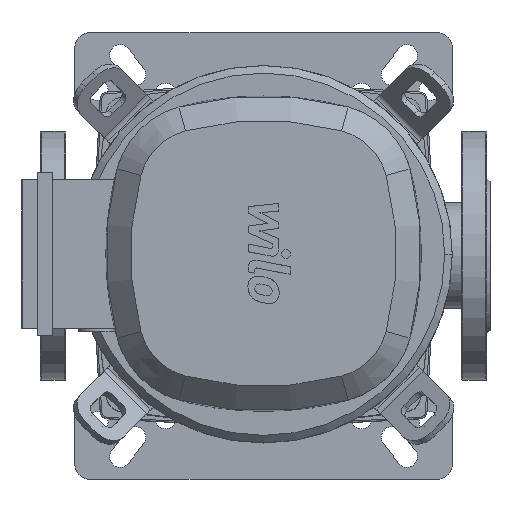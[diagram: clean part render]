
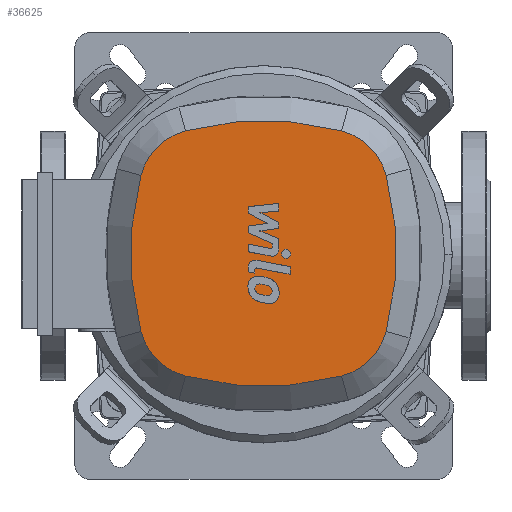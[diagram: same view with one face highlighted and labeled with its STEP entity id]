
A CAD part, top view. The second image highlights one B-rep face of the part: STEP entity #36625.
In plain terms, the highlighted planar face has unit normal (0, 0, 1).
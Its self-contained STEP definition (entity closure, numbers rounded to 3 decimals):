
#36260=CARTESIAN_POINT('',(-81.201,-51.757,979.0));
#36261=VERTEX_POINT('',#36260);
#36279=CARTESIAN_POINT('',(-51.757,-81.201,979.0));
#36280=VERTEX_POINT('',#36279);
#36287=CARTESIAN_POINT('',(-41.012,-41.012,979.0));
#36288=DIRECTION('',(0.0,0.0,-1.0));
#36289=DIRECTION('',(0.0,-1.0,0.0));
#36290=AXIS2_PLACEMENT_3D('',#36287,#36288,#36289);
#36291=CIRCLE('',#36290,41.6);
#36292=EDGE_CURVE('',#36280,#36261,#36291,.T.);
#36302=CARTESIAN_POINT('',(-81.201,51.757,979.0));
#36303=VERTEX_POINT('',#36302);
#36320=CARTESIAN_POINT('',(112.387,0.,979.0));
#36321=DIRECTION('',(0.0,0.0,-1.0));
#36322=DIRECTION('',(-0.966,0.258,0.0));
#36323=AXIS2_PLACEMENT_3D('',#36320,#36321,#36322);
#36324=CIRCLE('',#36323,200.387);
#36325=EDGE_CURVE('',#36261,#36303,#36324,.T.);
#36337=CARTESIAN_POINT('',(51.757,-81.201,979.0));
#36338=VERTEX_POINT('',#36337);
#36345=CARTESIAN_POINT('',(0.,112.387,979.0));
#36346=DIRECTION('',(0.0,0.0,-1.0));
#36347=DIRECTION('',(-0.258,-0.966,0.0));
#36348=AXIS2_PLACEMENT_3D('',#36345,#36346,#36347);
#36349=CIRCLE('',#36348,200.387);
#36350=EDGE_CURVE('',#36338,#36280,#36349,.T.);
#36368=CARTESIAN_POINT('',(-51.757,81.201,979.0));
#36369=VERTEX_POINT('',#36368);
#36386=CARTESIAN_POINT('',(-41.012,41.012,979.0));
#36387=DIRECTION('',(0.0,0.0,-1.0));
#36388=DIRECTION('',(-1.0,0.0,0.0));
#36389=AXIS2_PLACEMENT_3D('',#36386,#36387,#36388);
#36390=CIRCLE('',#36389,41.6);
#36391=EDGE_CURVE('',#36303,#36369,#36390,.T.);
#36403=CARTESIAN_POINT('',(81.201,-51.757,979.0));
#36404=VERTEX_POINT('',#36403);
#36411=CARTESIAN_POINT('',(41.012,-41.012,979.0));
#36412=DIRECTION('',(0.0,0.0,-1.0));
#36413=DIRECTION('',(1.0,0.0,0.0));
#36414=AXIS2_PLACEMENT_3D('',#36411,#36412,#36413);
#36415=CIRCLE('',#36414,41.6);
#36416=EDGE_CURVE('',#36404,#36338,#36415,.T.);
#36434=CARTESIAN_POINT('',(51.757,81.201,979.0));
#36435=VERTEX_POINT('',#36434);
#36452=CARTESIAN_POINT('',(0.,-112.387,979.0));
#36453=DIRECTION('',(0.0,0.0,-1.0));
#36454=DIRECTION('',(0.258,0.966,0.0));
#36455=AXIS2_PLACEMENT_3D('',#36452,#36453,#36454);
#36456=CIRCLE('',#36455,200.387);
#36457=EDGE_CURVE('',#36369,#36435,#36456,.T.);
#36469=CARTESIAN_POINT('',(81.201,51.757,979.0));
#36470=VERTEX_POINT('',#36469);
#36477=CARTESIAN_POINT('',(-112.387,0.,979.0));
#36478=DIRECTION('',(0.0,0.0,-1.0));
#36479=DIRECTION('',(0.966,-0.258,0.0));
#36480=AXIS2_PLACEMENT_3D('',#36477,#36478,#36479);
#36481=CIRCLE('',#36480,200.387);
#36482=EDGE_CURVE('',#36470,#36404,#36481,.T.);
#36501=CARTESIAN_POINT('',(41.012,41.012,979.0));
#36502=DIRECTION('',(0.0,0.0,-1.0));
#36503=DIRECTION('',(0.0,1.0,0.0));
#36504=AXIS2_PLACEMENT_3D('',#36501,#36502,#36503);
#36505=CIRCLE('',#36504,41.6);
#36506=EDGE_CURVE('',#36435,#36470,#36505,.T.);
#36610=CARTESIAN_POINT('',(90.191,0.,979.0));
#36611=DIRECTION('',(0.0,0.0,1.0));
#36612=DIRECTION('',(-1.0,0.0,0.0));
#36613=AXIS2_PLACEMENT_3D('',#36610,#36611,#36612);
#36614=PLANE('',#36613);
#36615=ORIENTED_EDGE('',*,*,#36292,.F.);
#36616=ORIENTED_EDGE('',*,*,#36350,.F.);
#36617=ORIENTED_EDGE('',*,*,#36416,.F.);
#36618=ORIENTED_EDGE('',*,*,#36482,.F.);
#36619=ORIENTED_EDGE('',*,*,#36506,.F.);
#36620=ORIENTED_EDGE('',*,*,#36457,.F.);
#36621=ORIENTED_EDGE('',*,*,#36391,.F.);
#36622=ORIENTED_EDGE('',*,*,#36325,.F.);
#36623=EDGE_LOOP('',(#36615,#36616,#36617,#36618,#36619,#36620,#36621,#36622));
#36624=FACE_OUTER_BOUND('',#36623,.T.);
#36625=ADVANCED_FACE('',(#36624),#36614,.T.);
